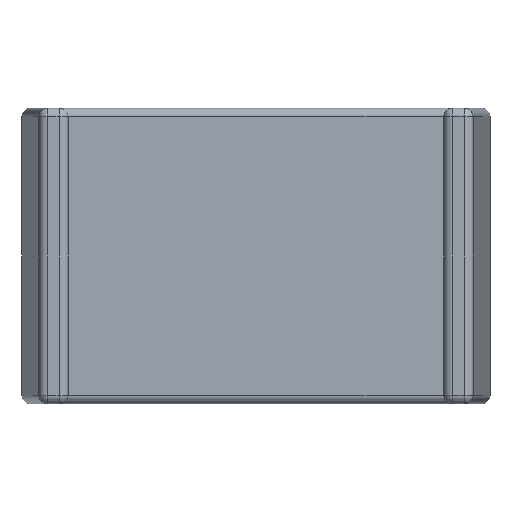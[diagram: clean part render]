
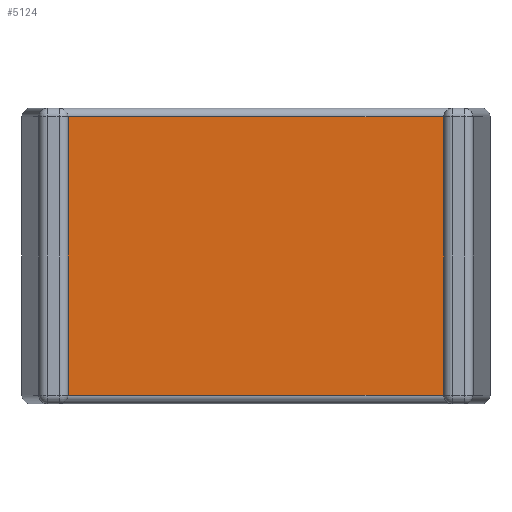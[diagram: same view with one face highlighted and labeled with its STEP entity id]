
A CAD part, front view. The second image highlights one B-rep face of the part: STEP entity #5124.
In plain terms, the highlighted planar face has unit normal (0, -1, 0).
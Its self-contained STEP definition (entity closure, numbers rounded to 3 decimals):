
#1063 = CYLINDRICAL_SURFACE('',#1064,0.9);
#1064 = AXIS2_PLACEMENT_3D('',#1065,#1066,#1067);
#1065 = CARTESIAN_POINT('',(0.,40.9,0.9));
#1066 = DIRECTION('',(1.,0.,0.));
#1067 = DIRECTION('',(0.,-1.,0.));
#1457 = CYLINDRICAL_SURFACE('',#1458,0.9);
#1458 = AXIS2_PLACEMENT_3D('',#1459,#1460,#1461);
#1459 = CARTESIAN_POINT('',(0.,40.9,29.1));
#1460 = DIRECTION('',(1.,0.,0.));
#1461 = DIRECTION('',(0.,-1.,0.));
#2741 = VERTEX_POINT('',#2742);
#2742 = CARTESIAN_POINT('',(0.94,40.,0.9));
#2777 = CYLINDRICAL_SURFACE('',#2778,0.9);
#2778 = AXIS2_PLACEMENT_3D('',#2779,#2780,#2781);
#2779 = CARTESIAN_POINT('',(0.94,39.1,0.));
#2780 = DIRECTION('',(0.,0.,1.));
#2781 = DIRECTION('',(-0.999,-0.044,0.));
#2848 = VERTEX_POINT('',#2849);
#2849 = CARTESIAN_POINT('',(40.56,40.,0.9));
#2869 = EDGE_CURVE('',#2741,#2848,#2870,.T.);
#2870 = SURFACE_CURVE('',#2871,(#2875,#2882),.PCURVE_S1.);
#2871 = LINE('',#2872,#2873);
#2872 = CARTESIAN_POINT('',(0.,40.,0.9));
#2873 = VECTOR('',#2874,1.);
#2874 = DIRECTION('',(1.,0.,0.));
#2875 = PCURVE('',#1063,#2876);
#2876 = DEFINITIONAL_REPRESENTATION('',(#2877),#2881);
#2877 = LINE('',#2878,#2879);
#2878 = CARTESIAN_POINT('',(0.,0.));
#2879 = VECTOR('',#2880,1.);
#2880 = DIRECTION('',(0.,1.));
#2881 = ( GEOMETRIC_REPRESENTATION_CONTEXT(2) 
PARAMETRIC_REPRESENTATION_CONTEXT() REPRESENTATION_CONTEXT('2D SPACE',''
  ) );
#2882 = PCURVE('',#2883,#2888);
#2883 = PLANE('',#2884);
#2884 = AXIS2_PLACEMENT_3D('',#2885,#2886,#2887);
#2885 = CARTESIAN_POINT('',(20.75,40.,15.));
#2886 = DIRECTION('',(-0.,-1.,-0.));
#2887 = DIRECTION('',(0.,0.,-1.));
#2888 = DEFINITIONAL_REPRESENTATION('',(#2889),#2893);
#2889 = LINE('',#2890,#2891);
#2890 = CARTESIAN_POINT('',(14.1,-20.75));
#2891 = VECTOR('',#2892,1.);
#2892 = DIRECTION('',(0.,1.));
#2893 = ( GEOMETRIC_REPRESENTATION_CONTEXT(2) 
PARAMETRIC_REPRESENTATION_CONTEXT() REPRESENTATION_CONTEXT('2D SPACE',''
  ) );
#2991 = CYLINDRICAL_SURFACE('',#2992,0.9);
#2992 = AXIS2_PLACEMENT_3D('',#2993,#2994,#2995);
#2993 = CARTESIAN_POINT('',(40.56,39.1,0.));
#2994 = DIRECTION('',(0.,0.,1.));
#2995 = DIRECTION('',(0.,1.,0.));
#3975 = VERTEX_POINT('',#3976);
#3976 = CARTESIAN_POINT('',(0.94,40.,29.1));
#4072 = VERTEX_POINT('',#4073);
#4073 = CARTESIAN_POINT('',(40.56,40.,29.1));
#4093 = EDGE_CURVE('',#3975,#4072,#4094,.T.);
#4094 = SURFACE_CURVE('',#4095,(#4099,#4106),.PCURVE_S1.);
#4095 = LINE('',#4096,#4097);
#4096 = CARTESIAN_POINT('',(0.,40.,29.1));
#4097 = VECTOR('',#4098,1.);
#4098 = DIRECTION('',(1.,0.,0.));
#4099 = PCURVE('',#1457,#4100);
#4100 = DEFINITIONAL_REPRESENTATION('',(#4101),#4105);
#4101 = LINE('',#4102,#4103);
#4102 = CARTESIAN_POINT('',(-0.,0.));
#4103 = VECTOR('',#4104,1.);
#4104 = DIRECTION('',(-0.,1.));
#4105 = ( GEOMETRIC_REPRESENTATION_CONTEXT(2) 
PARAMETRIC_REPRESENTATION_CONTEXT() REPRESENTATION_CONTEXT('2D SPACE',''
  ) );
#4106 = PCURVE('',#2883,#4107);
#4107 = DEFINITIONAL_REPRESENTATION('',(#4108),#4112);
#4108 = LINE('',#4109,#4110);
#4109 = CARTESIAN_POINT('',(-14.1,-20.75));
#4110 = VECTOR('',#4111,1.);
#4111 = DIRECTION('',(0.,1.));
#4112 = ( GEOMETRIC_REPRESENTATION_CONTEXT(2) 
PARAMETRIC_REPRESENTATION_CONTEXT() REPRESENTATION_CONTEXT('2D SPACE',''
  ) );
#5076 = EDGE_CURVE('',#2741,#3975,#5077,.T.);
#5077 = SURFACE_CURVE('',#5078,(#5082,#5089),.PCURVE_S1.);
#5078 = LINE('',#5079,#5080);
#5079 = CARTESIAN_POINT('',(0.94,40.,0.));
#5080 = VECTOR('',#5081,1.);
#5081 = DIRECTION('',(0.,0.,1.));
#5082 = PCURVE('',#2777,#5083);
#5083 = DEFINITIONAL_REPRESENTATION('',(#5084),#5088);
#5084 = LINE('',#5085,#5086);
#5085 = CARTESIAN_POINT('',(-1.615,0.));
#5086 = VECTOR('',#5087,1.);
#5087 = DIRECTION('',(-0.,1.));
#5088 = ( GEOMETRIC_REPRESENTATION_CONTEXT(2) 
PARAMETRIC_REPRESENTATION_CONTEXT() REPRESENTATION_CONTEXT('2D SPACE',''
  ) );
#5089 = PCURVE('',#2883,#5090);
#5090 = DEFINITIONAL_REPRESENTATION('',(#5091),#5095);
#5091 = LINE('',#5092,#5093);
#5092 = CARTESIAN_POINT('',(15.,-19.81));
#5093 = VECTOR('',#5094,1.);
#5094 = DIRECTION('',(-1.,0.));
#5095 = ( GEOMETRIC_REPRESENTATION_CONTEXT(2) 
PARAMETRIC_REPRESENTATION_CONTEXT() REPRESENTATION_CONTEXT('2D SPACE',''
  ) );
#5124 = ADVANCED_FACE('',(#5125),#2883,.T.);
#5125 = FACE_BOUND('',#5126,.T.);
#5126 = EDGE_LOOP('',(#5127,#5128,#5129,#5150));
#5127 = ORIENTED_EDGE('',*,*,#5076,.F.);
#5128 = ORIENTED_EDGE('',*,*,#2869,.T.);
#5129 = ORIENTED_EDGE('',*,*,#5130,.T.);
#5130 = EDGE_CURVE('',#2848,#4072,#5131,.T.);
#5131 = SURFACE_CURVE('',#5132,(#5136,#5143),.PCURVE_S1.);
#5132 = LINE('',#5133,#5134);
#5133 = CARTESIAN_POINT('',(40.56,40.,0.));
#5134 = VECTOR('',#5135,1.);
#5135 = DIRECTION('',(0.,0.,1.));
#5136 = PCURVE('',#2883,#5137);
#5137 = DEFINITIONAL_REPRESENTATION('',(#5138),#5142);
#5138 = LINE('',#5139,#5140);
#5139 = CARTESIAN_POINT('',(15.,19.81));
#5140 = VECTOR('',#5141,1.);
#5141 = DIRECTION('',(-1.,0.));
#5142 = ( GEOMETRIC_REPRESENTATION_CONTEXT(2) 
PARAMETRIC_REPRESENTATION_CONTEXT() REPRESENTATION_CONTEXT('2D SPACE',''
  ) );
#5143 = PCURVE('',#2991,#5144);
#5144 = DEFINITIONAL_REPRESENTATION('',(#5145),#5149);
#5145 = LINE('',#5146,#5147);
#5146 = CARTESIAN_POINT('',(-0.,0.));
#5147 = VECTOR('',#5148,1.);
#5148 = DIRECTION('',(-0.,1.));
#5149 = ( GEOMETRIC_REPRESENTATION_CONTEXT(2) 
PARAMETRIC_REPRESENTATION_CONTEXT() REPRESENTATION_CONTEXT('2D SPACE',''
  ) );
#5150 = ORIENTED_EDGE('',*,*,#4093,.F.);
